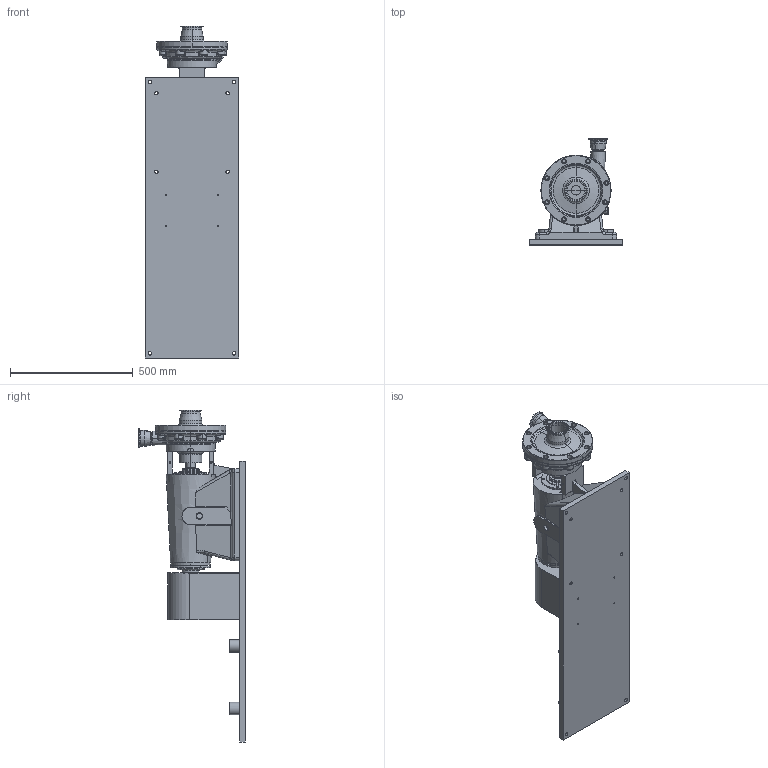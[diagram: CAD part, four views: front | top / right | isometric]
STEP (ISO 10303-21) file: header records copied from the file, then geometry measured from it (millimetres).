
FILE_DESCRIPTION (( 'STEP AP214' ), '1' );
FILE_NAME ('FM312 3 X 2.5 CLAMP 256T MOUNTING HOLES.STEP', '2023-10-12T16:15:31', ( '' ), ( '' ), 'SwSTEP 2.0', 'SolidWorks 2023', '' );
FILE_SCHEMA (( 'AUTOMOTIVE_DESIGN' ));
Length unit declared in the file: millimetre
Products named in the file (4): 1713001036; 1275000302 3 X 2.5 CLAMP_3 X 2.5 CLAMP; 1235000202; FM312 3 X 2.5 CLAMP 256T MOUNTING HOLES
Assembly tree (3 placements, depth 2):
  FM312 3 X 2.5 CLAMP 256T MOUNTING HOLES
    1713001036
    1235000202
    1275000302 3 X 2.5 CLAMP_3 X 2.5 CLAMP
Bounding box: 381 x 433.23 x 1351.5 mm (x, y, z)
Volume: 10292473.6 mm3; surface area: 2544850.1 mm2
Topology: 2 solids, 17 shells, 748 faces, 2010 edges, 1260 vertices
Faces by surface type: cylinder 300, plane 169, torus 107, cone 92, bspline 77, sphere 3
Entity records: 30913 total; most frequent: CARTESIAN_POINT 12299, DIRECTION 4057, ORIENTED_EDGE 3713, EDGE_CURVE 1986, AXIS2_PLACEMENT_3D 1674, VERTEX_POINT 1260, CIRCLE 996, EDGE_LOOP 877
